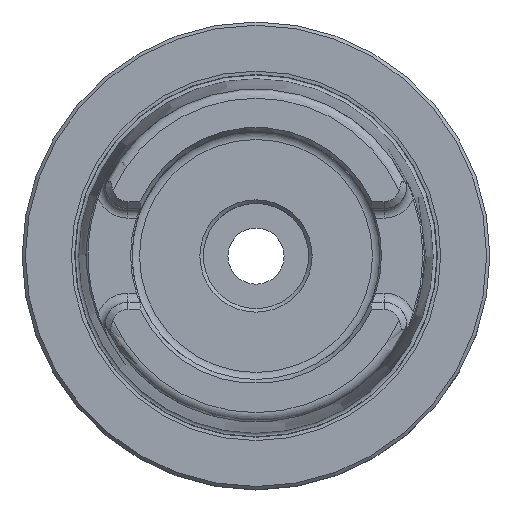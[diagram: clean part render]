
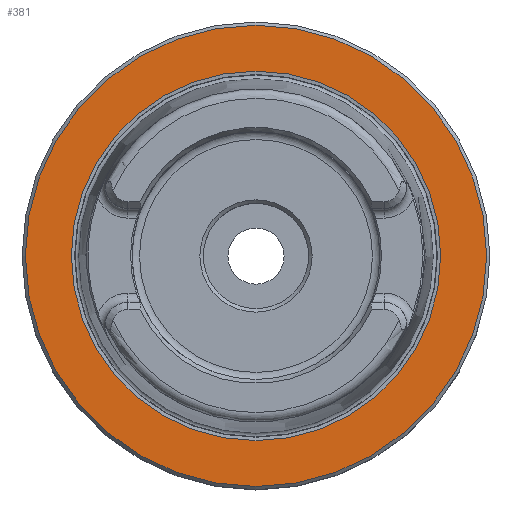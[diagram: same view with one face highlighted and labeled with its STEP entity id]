
A CAD part, top view. The second image highlights one B-rep face of the part: STEP entity #381.
In plain terms, the highlighted planar face has unit normal (0, 0, 1).
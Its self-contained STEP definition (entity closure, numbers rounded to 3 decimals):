
#381=ADVANCED_FACE('',(#547,#548),#466,.F.);
#466=PLANE('',#1767);
#547=FACE_BOUND('',#651,.T.);
#548=FACE_BOUND('',#652,.T.);
#651=EDGE_LOOP('',(#869));
#652=EDGE_LOOP('',(#870));
#869=ORIENTED_EDGE('',*,*,#1387,.T.);
#870=ORIENTED_EDGE('',*,*,#1382,.T.);
#1232=VERTEX_POINT('',#2823);
#1237=VERTEX_POINT('',#2839);
#1382=EDGE_CURVE('',#1232,#1232,#1579,.T.);
#1387=EDGE_CURVE('',#1237,#1237,#1584,.T.);
#1579=CIRCLE('',#1755,39.482);
#1584=CIRCLE('',#1766,49.3);
#1755=AXIS2_PLACEMENT_3D('',#2822,#2048,#2049);
#1766=AXIS2_PLACEMENT_3D('',#2838,#2070,#2071);
#1767=AXIS2_PLACEMENT_3D('',#2840,#2072,#2073);
#2048=DIRECTION('',(0.,0.,-1.));
#2049=DIRECTION('',(-1.,0.,0.));
#2070=DIRECTION('',(0.,0.,1.));
#2071=DIRECTION('',(-1.,0.,0.));
#2072=DIRECTION('',(0.,0.,-1.));
#2073=DIRECTION('',(1.,0.,0.));
#2822=CARTESIAN_POINT('',(0.,0.,0.));
#2823=CARTESIAN_POINT('',(-39.482,0.,0.));
#2838=CARTESIAN_POINT('',(0.,0.,0.));
#2839=CARTESIAN_POINT('',(-49.3,0.,0.));
#2840=CARTESIAN_POINT('',(50.,0.,0.));
